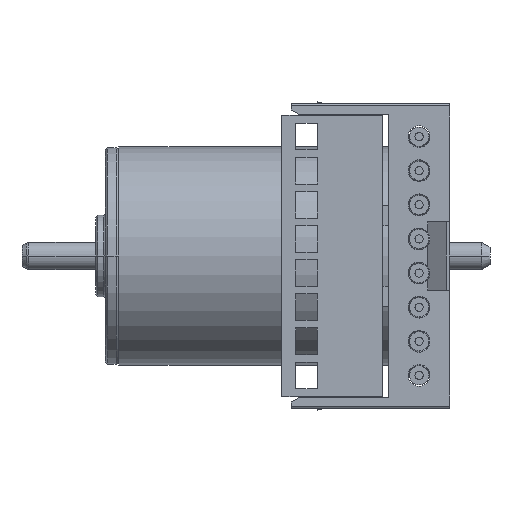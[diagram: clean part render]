
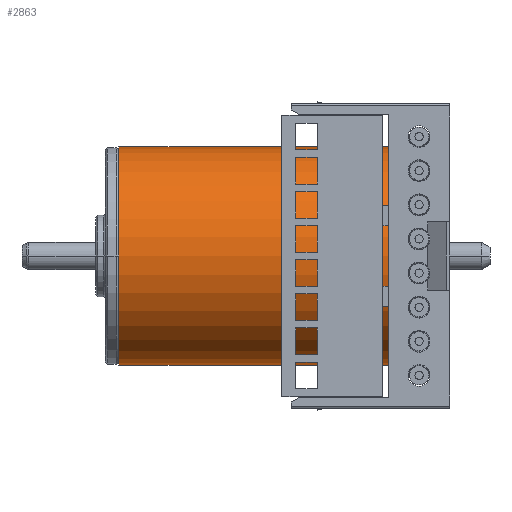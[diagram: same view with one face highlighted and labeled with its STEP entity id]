
A CAD part, front view. The second image highlights one B-rep face of the part: STEP entity #2863.
In plain terms, the highlighted cylindrical face has radius 8 mm (diameter 16 mm), a partial arc.
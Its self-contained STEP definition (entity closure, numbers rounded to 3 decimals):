
#108=CARTESIAN_POINT('',(21.5,0.,0.));
#109=DIRECTION('',(1.,0.,0.));
#110=DIRECTION('',(0.,0.,1.));
#111=AXIS2_PLACEMENT_3D('',#108,#109,#110);
#318=DIRECTION('',(1.,0.,0.));
#319=VECTOR('',#318,20.5);
#320=CARTESIAN_POINT('',(1.,0.,-8.));
#321=LINE('',#320,#319);
#333=CARTESIAN_POINT('',(1.,0.,0.));
#334=DIRECTION('',(1.,0.,0.));
#335=DIRECTION('',(0.,0.,1.));
#336=AXIS2_PLACEMENT_3D('',#333,#334,#335);
#341=DIRECTION('',(1.,0.,0.));
#342=VECTOR('',#341,20.5);
#343=CARTESIAN_POINT('',(1.,0.,8.));
#344=LINE('',#343,#342);
#2400=CARTESIAN_POINT('',(1.,0.,-8.));
#2401=CARTESIAN_POINT('',(1.,0.,8.));
#2402=VERTEX_POINT('',#2400);
#2403=VERTEX_POINT('',#2401);
#2404=CARTESIAN_POINT('',(21.5,0.,-8.));
#2405=CARTESIAN_POINT('',(21.5,0.,8.));
#2406=VERTEX_POINT('',#2404);
#2407=VERTEX_POINT('',#2405);
#2852=CARTESIAN_POINT('',(1.,0.,0.));
#2853=DIRECTION('',(1.,0.,0.));
#2854=DIRECTION('',(0.,0.,-1.));
#2855=AXIS2_PLACEMENT_3D('',#2852,#2853,#2854);
#2856=CYLINDRICAL_SURFACE('',#2855,8.);
#2857=ORIENTED_EDGE('',*,*,#2841,.F.);
#2858=ORIENTED_EDGE('',*,*,#2830,.T.);
#2859=ORIENTED_EDGE('',*,*,#2755,.T.);
#2860=ORIENTED_EDGE('',*,*,#2827,.F.);
#2861=EDGE_LOOP('',(#2857,#2858,#2859,#2860));
#2862=FACE_OUTER_BOUND('',#2861,.F.);
#2863=ADVANCED_FACE('',(#2862),#2856,.T.);
#112=CIRCLE('',#111,8.);
#337=CIRCLE('',#336,8.);
#2755=EDGE_CURVE('',#2407,#2406,#112,.T.);
#2827=EDGE_CURVE('',#2402,#2406,#321,.T.);
#2830=EDGE_CURVE('',#2403,#2407,#344,.T.);
#2841=EDGE_CURVE('',#2403,#2402,#337,.T.);
